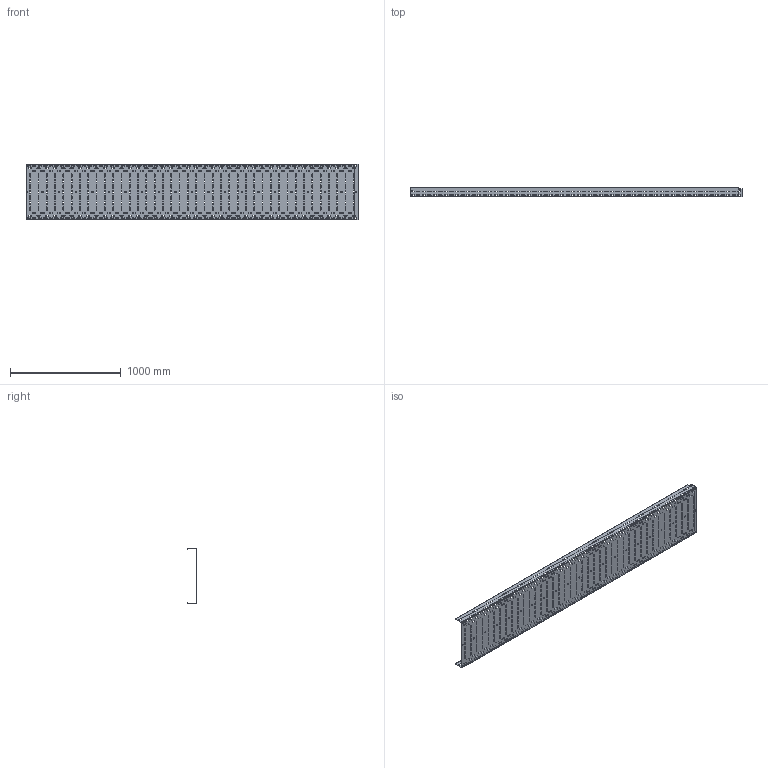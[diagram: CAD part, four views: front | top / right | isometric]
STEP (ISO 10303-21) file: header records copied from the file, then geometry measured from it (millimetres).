
FILE_DESCRIPTION (( 'STEP AP203' ), '1' );
FILE_NAME ('CLP10-085-500-120-3 Ëîòîê ïåðôîðèðîâàííûé 85õ500õ3000, 1,2ìì.STEP', '2016-03-09T08:31:03', ( '' ), ( '' ), 'SwSTEP 2.0', 'SolidWorks 2014', '' );
FILE_SCHEMA (( 'CONFIG_CONTROL_DESIGN' ));
Products named in the file (1): CLP10-085-500-120-3 Ëîòîê ïåðôîðèðîâàííûé 85õ500õ3000, 1,2ìì
Bounding box: 3000 x 85 x 500 mm (x, y, z)
Volume: 2255915.4 mm3; surface area: 3835368.4 mm2
Topology: 1 solids, 1 shells, 3289 faces, 9928 edges, 6625 vertices
Faces by surface type: plane 1664, cylinder 1625
Full cylindrical faces by diameter (mm): 11 x19
Entity records: 115379 total; most frequent: CARTESIAN_POINT 19786, ORIENTED_EDGE 19780, DIRECTION 19720, EDGE_CURVE 9890, VECTOR 6640, LINE 6640, VERTEX_POINT 6606, AXIS2_PLACEMENT_3D 6540
